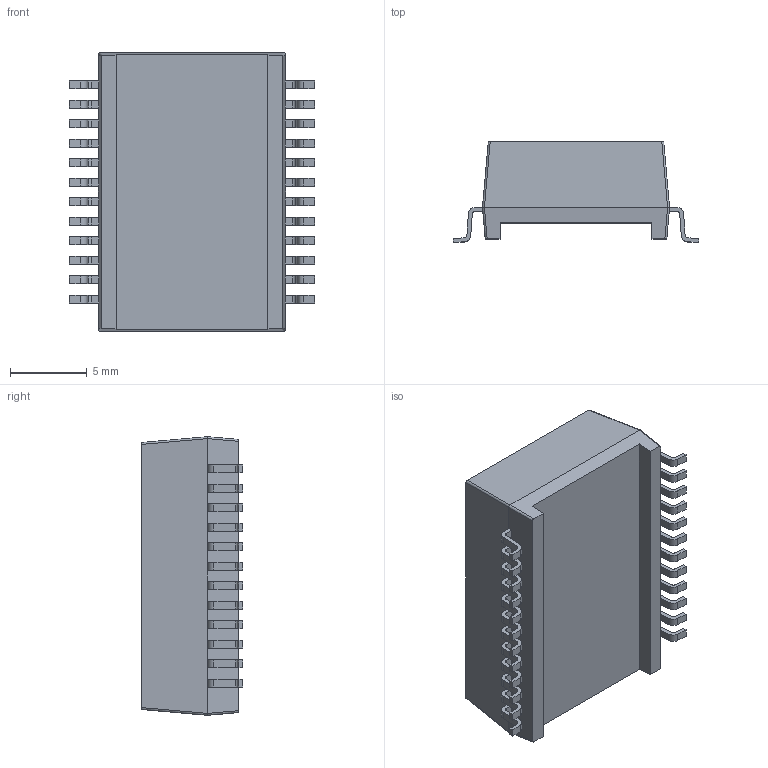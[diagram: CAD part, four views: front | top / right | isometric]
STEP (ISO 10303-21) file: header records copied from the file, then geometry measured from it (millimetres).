
FILE_DESCRIPTION (( 'STEP AP214' ), '1' );
FILE_NAME ('H6096NLT.STEP', '2021-08-25T17:57:43', ( '' ), ( '' ), 'SwSTEP 2.0', 'SolidWorks 2017', '' );
FILE_SCHEMA (( 'AUTOMOTIVE_DESIGN' ));
Length unit declared in the file: inch
Products named in the file (1): H6096NLT
Bounding box: 16 x 6.6 x 18.16 mm (x, y, z)
Volume: 1177.2 mm3; surface area: 945.1 mm2
Topology: 26 solids, 26 shells, 365 faces, 928 edges, 616 vertices
Faces by surface type: plane 257, cylinder 108
Entity records: 11273 total; most frequent: CARTESIAN_POINT 1946, ORIENTED_EDGE 1856, DIRECTION 1848, EDGE_CURVE 928, VECTOR 716, LINE 716, VERTEX_POINT 616, AXIS2_PLACEMENT_3D 566
